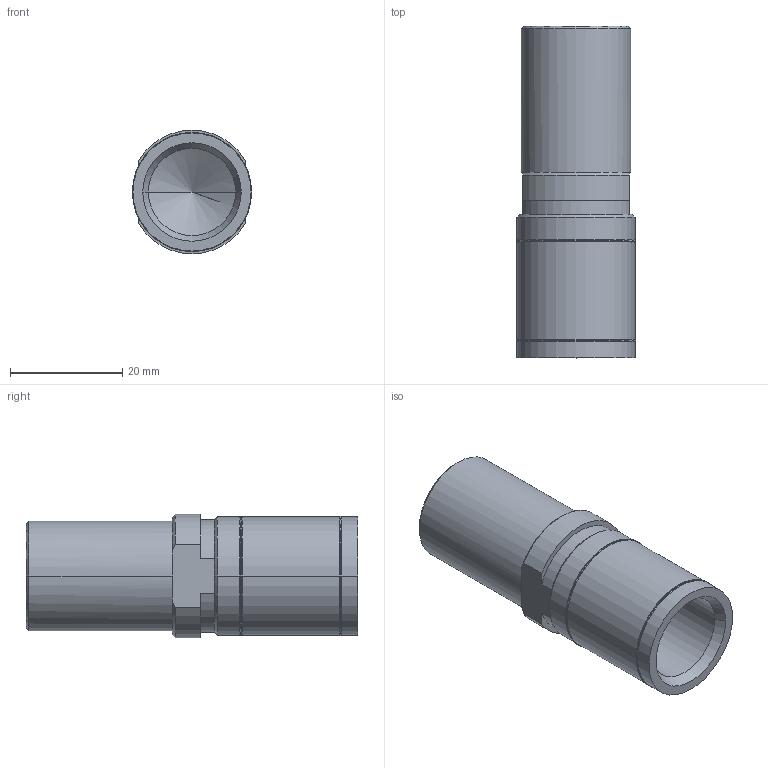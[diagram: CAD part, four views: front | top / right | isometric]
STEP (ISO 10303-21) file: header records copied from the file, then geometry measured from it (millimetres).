
FILE_DESCRIPTION((''),'2;1');
FILE_NAME('CHSF350-120','2017-05-31T',('tl.yang'),(''),'PRO/ENGINEER BY PARAMETRIC TECHNOLOGY CORPORATION, 2011500','PRO/ENGINEER BY PARAMETRIC TECHNOLOGY CORPORATION, 2011500','');
FILE_SCHEMA(('CONFIG_CONTROL_DESIGN'));
Length unit declared in the file: millimetre
Products named in the file (1): CHSF350-120
Bounding box: 21.2 x 59 x 22 mm (x, y, z)
Volume: 10959.3 mm3; surface area: 6609.6 mm2
Topology: 1 solids, 1 shells, 72 faces, 156 edges, 86 vertices
Faces by surface type: cylinder 26, torus 20, plane 14, cone 12
Entity records: 1974 total; most frequent: DIRECTION 388, CARTESIAN_POINT 330, ORIENTED_EDGE 304, AXIS2_PLACEMENT_3D 168, EDGE_CURVE 152, CIRCLE 96, VERTEX_POINT 86, EDGE_LOOP 76
